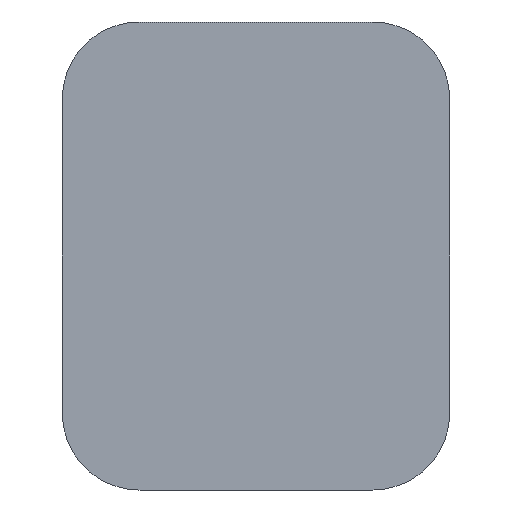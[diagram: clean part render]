
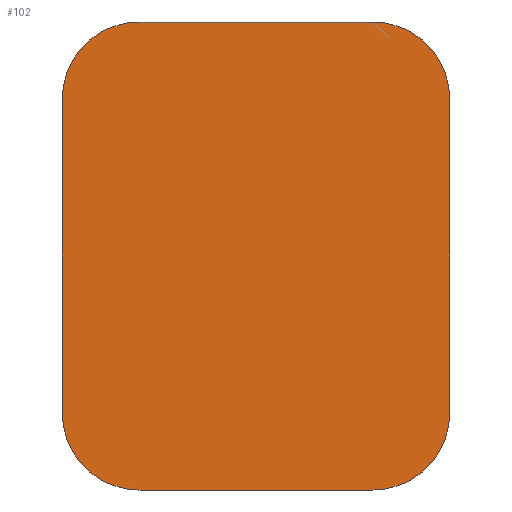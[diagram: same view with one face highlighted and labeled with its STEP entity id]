
A CAD part, left-side view. The second image highlights one B-rep face of the part: STEP entity #102.
In plain terms, the highlighted planar face has unit normal (-1, 0, 0).
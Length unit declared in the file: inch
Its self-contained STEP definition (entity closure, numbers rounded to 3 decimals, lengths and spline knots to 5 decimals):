
#12 = CARTESIAN_POINT ( 'NONE',  ( 0., 0.305, 0.61 ) ) ;
#18 = DIRECTION ( 'NONE',  ( 0., 0., -1. ) ) ;
#21 = CARTESIAN_POINT ( 'NONE',  ( 0., -0.505, -0.61 ) ) ;
#30 = EDGE_CURVE ( 'NONE', #82, #345, #207, .T. ) ;
#31 = EDGE_CURVE ( 'NONE', #155, #58, #203, .T. ) ;
#32 = EDGE_CURVE ( 'NONE', #81, #59, #209, .T. ) ;
#33 = EDGE_CURVE ( 'NONE', #60, #83, #270, .T. ) ;
#40 = LINE ( 'NONE', #367, #305 ) ;
#58 = VERTEX_POINT ( 'NONE', #228 ) ;
#59 = VERTEX_POINT ( 'NONE', #229 ) ;
#60 = VERTEX_POINT ( 'NONE', #233 ) ;
#63 = CARTESIAN_POINT ( 'NONE',  ( 0., -0.305, 0.61 ) ) ;
#66 = DIRECTION ( 'NONE',  ( 0., 1., 0. ) ) ;
#81 = VERTEX_POINT ( 'NONE', #261 ) ;
#82 = VERTEX_POINT ( 'NONE', #262 ) ;
#83 = VERTEX_POINT ( 'NONE', #356 ) ;
#97 = EDGE_LOOP ( 'NONE', ( #159, #160, #161, #162, #163, #164, #165, #166 ) ) ;
#102 = ADVANCED_FACE ( 'NONE', ( #271 ), #179, .F. ) ;
#114 = AXIS2_PLACEMENT_3D ( 'NONE', #192, #363, #256 ) ;
#115 = AXIS2_PLACEMENT_3D ( 'NONE', #258, #259, #260 ) ;
#116 = AXIS2_PLACEMENT_3D ( 'NONE', #263, #352, #226 ) ;
#117 = AXIS2_PLACEMENT_3D ( 'NONE', #230, #231, #232 ) ;
#122 = AXIS2_PLACEMENT_3D ( 'NONE', #149, #150, #151 ) ;
#149 = CARTESIAN_POINT ( 'NONE',  ( 0., 0., 0. ) ) ;
#150 = DIRECTION ( 'NONE',  ( 1., 0., 0. ) ) ;
#151 = DIRECTION ( 'NONE',  ( 0., 0., -1. ) ) ;
#155 = VERTEX_POINT ( 'NONE', #12 ) ;
#159 = ORIENTED_EDGE ( 'NONE', *, *, #251, .F. ) ;
#160 = ORIENTED_EDGE ( 'NONE', *, *, #30, .T. ) ;
#161 = ORIENTED_EDGE ( 'NONE', *, *, #255, .F. ) ;
#162 = ORIENTED_EDGE ( 'NONE', *, *, #31, .T. ) ;
#163 = ORIENTED_EDGE ( 'NONE', *, *, #380, .F. ) ;
#164 = ORIENTED_EDGE ( 'NONE', *, *, #32, .T. ) ;
#165 = ORIENTED_EDGE ( 'NONE', *, *, #374, .F. ) ;
#166 = ORIENTED_EDGE ( 'NONE', *, *, #33, .T. ) ;
#179 = PLANE ( 'NONE',  #122 ) ;
#192 = CARTESIAN_POINT ( 'NONE',  ( 0., -0.305, 0.41 ) ) ;
#203 = CIRCLE ( 'NONE', #115, 0.2 ) ;
#207 = CIRCLE ( 'NONE', #114, 0.2 ) ;
#209 = CIRCLE ( 'NONE', #116, 0.2 ) ;
#210 = VECTOR ( 'NONE', #18, 39.37008 ) ;
#214 = LINE ( 'NONE', #248, #219 ) ;
#216 = LINE ( 'NONE', #244, #220 ) ;
#219 = VECTOR ( 'NONE', #66, 39.37008 ) ;
#220 = VECTOR ( 'NONE', #246, 39.37008 ) ;
#226 = DIRECTION ( 'NONE',  ( 0., 0., -1. ) ) ;
#228 = CARTESIAN_POINT ( 'NONE',  ( 0., 0.505, 0.41 ) ) ;
#229 = CARTESIAN_POINT ( 'NONE',  ( 0., 0.305, -0.61 ) ) ;
#230 = CARTESIAN_POINT ( 'NONE',  ( 0., -0.305, -0.41 ) ) ;
#231 = DIRECTION ( 'NONE',  ( -1., 0., 0. ) ) ;
#232 = DIRECTION ( 'NONE',  ( 0., 0., -1. ) ) ;
#233 = CARTESIAN_POINT ( 'NONE',  ( 0., -0.305, -0.61 ) ) ;
#244 = CARTESIAN_POINT ( 'NONE',  ( 0., -0.505, 0.61 ) ) ;
#246 = DIRECTION ( 'NONE',  ( 0., -1., 0. ) ) ;
#248 = CARTESIAN_POINT ( 'NONE',  ( 0., -0.505, -0.61 ) ) ;
#251 = EDGE_CURVE ( 'NONE', #82, #83, #280, .T. ) ;
#255 = EDGE_CURVE ( 'NONE', #155, #345, #216, .T. ) ;
#256 = DIRECTION ( 'NONE',  ( 0., 0., -1. ) ) ;
#258 = CARTESIAN_POINT ( 'NONE',  ( 0., 0.305, 0.41 ) ) ;
#259 = DIRECTION ( 'NONE',  ( -1., 0., 0. ) ) ;
#260 = DIRECTION ( 'NONE',  ( 0., 0., -1. ) ) ;
#261 = CARTESIAN_POINT ( 'NONE',  ( 0., 0.505, -0.41 ) ) ;
#262 = CARTESIAN_POINT ( 'NONE',  ( 0., -0.505, 0.41 ) ) ;
#263 = CARTESIAN_POINT ( 'NONE',  ( 0., 0.305, -0.41 ) ) ;
#270 = CIRCLE ( 'NONE', #117, 0.2 ) ;
#271 = FACE_OUTER_BOUND ( 'NONE', #97, .T. ) ;
#280 = LINE ( 'NONE', #21, #210 ) ;
#305 = VECTOR ( 'NONE', #368, 39.37008 ) ;
#345 = VERTEX_POINT ( 'NONE', #63 ) ;
#352 = DIRECTION ( 'NONE',  ( -1., 0., 0. ) ) ;
#356 = CARTESIAN_POINT ( 'NONE',  ( 0., -0.505, -0.41 ) ) ;
#363 = DIRECTION ( 'NONE',  ( -1., 0., 0. ) ) ;
#367 = CARTESIAN_POINT ( 'NONE',  ( 0., 0.505, -0.61 ) ) ;
#368 = DIRECTION ( 'NONE',  ( 0., 0., 1. ) ) ;
#374 = EDGE_CURVE ( 'NONE', #60, #59, #214, .T. ) ;
#380 = EDGE_CURVE ( 'NONE', #81, #58, #40, .T. ) ;
